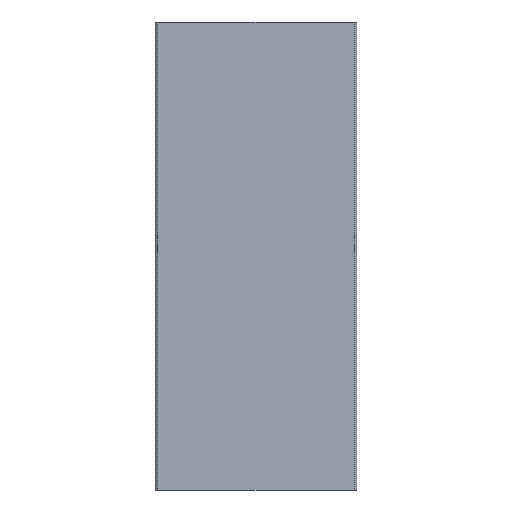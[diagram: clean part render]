
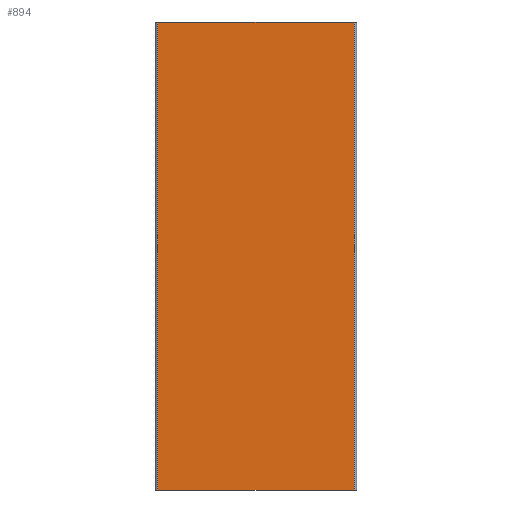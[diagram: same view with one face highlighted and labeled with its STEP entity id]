
A CAD part, front view. The second image highlights one B-rep face of the part: STEP entity #894.
In plain terms, the highlighted planar face has unit normal (0, -1, 0).
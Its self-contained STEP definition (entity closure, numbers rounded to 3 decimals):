
#34=PLANE('',#1037);
#58=FACE_OUTER_BOUND('',#107,.T.);
#107=EDGE_LOOP('',(#652,#653,#654,#655));
#151=LINE('',#1417,#232);
#156=LINE('',#1429,#237);
#174=LINE('',#1516,#255);
#177=LINE('',#1522,#258);
#232=VECTOR('',#1119,10.);
#237=VECTOR('',#1130,10.);
#255=VECTOR('',#1202,10.);
#258=VECTOR('',#1209,10.);
#368=VERTEX_POINT('',#1414);
#369=VERTEX_POINT('',#1416);
#373=VERTEX_POINT('',#1428);
#414=VERTEX_POINT('',#1512);
#458=EDGE_CURVE('',#368,#369,#151,.T.);
#464=EDGE_CURVE('',#373,#369,#156,.T.);
#508=EDGE_CURVE('',#373,#414,#174,.T.);
#511=EDGE_CURVE('',#414,#368,#177,.T.);
#652=ORIENTED_EDGE('',*,*,#458,.F.);
#653=ORIENTED_EDGE('',*,*,#511,.F.);
#654=ORIENTED_EDGE('',*,*,#508,.F.);
#655=ORIENTED_EDGE('',*,*,#464,.T.);
#894=ADVANCED_FACE('',(#58),#34,.T.);
#1037=AXIS2_PLACEMENT_3D('',#1521,#1207,#1208);
#1119=DIRECTION('',(0.,0.,1.));
#1130=DIRECTION('',(-1.,0.,0.));
#1202=DIRECTION('',(0.,0.,-1.));
#1207=DIRECTION('center_axis',(0.,-1.,0.));
#1208=DIRECTION('ref_axis',(1.,0.,0.));
#1209=DIRECTION('',(-1.,0.,0.));
#1414=CARTESIAN_POINT('',(-21.,-10.,-390.));
#1416=CARTESIAN_POINT('',(-21.,-10.,-290.));
#1417=CARTESIAN_POINT('',(-21.,-10.,-110.));
#1428=CARTESIAN_POINT('',(21.,-10.,-290.));
#1429=CARTESIAN_POINT('',(-21.5,-10.,-290.));
#1512=CARTESIAN_POINT('',(21.,-10.,-390.));
#1516=CARTESIAN_POINT('',(21.,-10.,-110.));
#1521=CARTESIAN_POINT('Origin',(0.,-10.,
-220.));
#1522=CARTESIAN_POINT('',(21.5,-10.,-390.));
